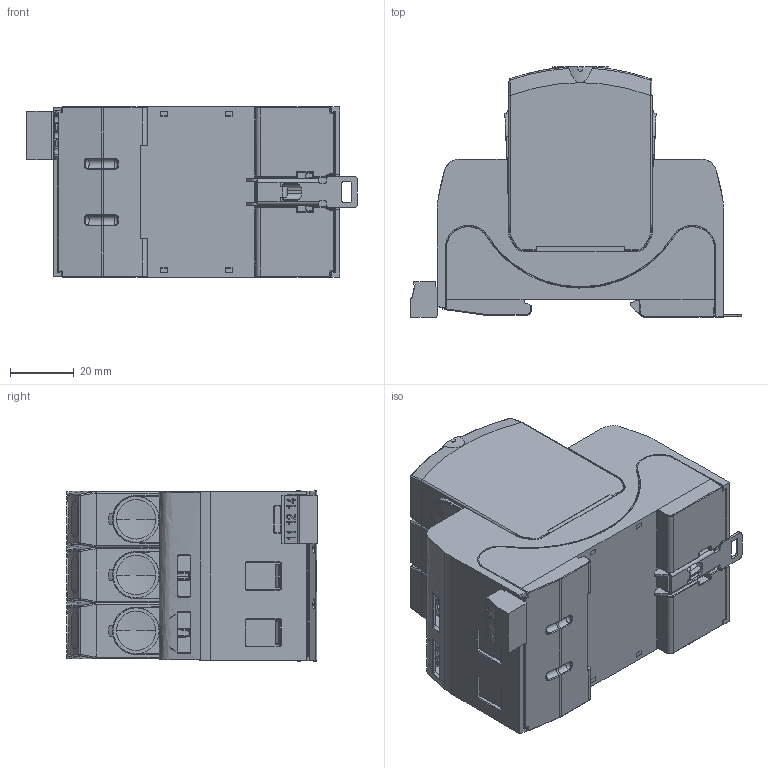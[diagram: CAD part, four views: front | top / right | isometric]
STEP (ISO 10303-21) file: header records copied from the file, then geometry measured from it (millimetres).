
FILE_DESCRIPTION(('Creo Elements/Direct Modeling STEP Export'),'2;1');
FILE_NAME('5095283.stp','2023-01-19T14:19:29',(''),(''),'Creo Elements/Direct Modeling STEP processor for AP214 (Solid Model)','Creo Elements/Direct Modeling 18.0B 02-Dec-2011 (C) Parametric Technology GmbH','');
FILE_SCHEMA(('AUTOMOTIVE_DESIGN { 1 0 10303 214 1 1 1 1 }'));
Products named in the file (2): Oberteilgehaeuse.1.1
Assembly tree (1 placements, depth 2):
  Oberteilgehaeuse.1.1
    Oberteilgehaeuse.1.1
Bounding box: 103.85 x 78.63 x 53.4 mm (x, y, z)
Volume: 274731.4 mm3; surface area: 56596.4 mm2
Topology: 1 solids, 55 shells, 4937 faces, 12994 edges, 7990 vertices
Faces by surface type: plane 1710, bspline 1576, cylinder 1109, extrusion 181, cone 141, sphere 120, torus 94, revolution 6
Entity records: 379967 total; most frequent: CARTESIAN_POINT 258914, ORIENTED_EDGE 25708, DIRECTION 14932, EDGE_CURVE 12846, VERTEX_POINT 7990, VECTOR 5656, LINE 5469, EDGE_LOOP 5026
